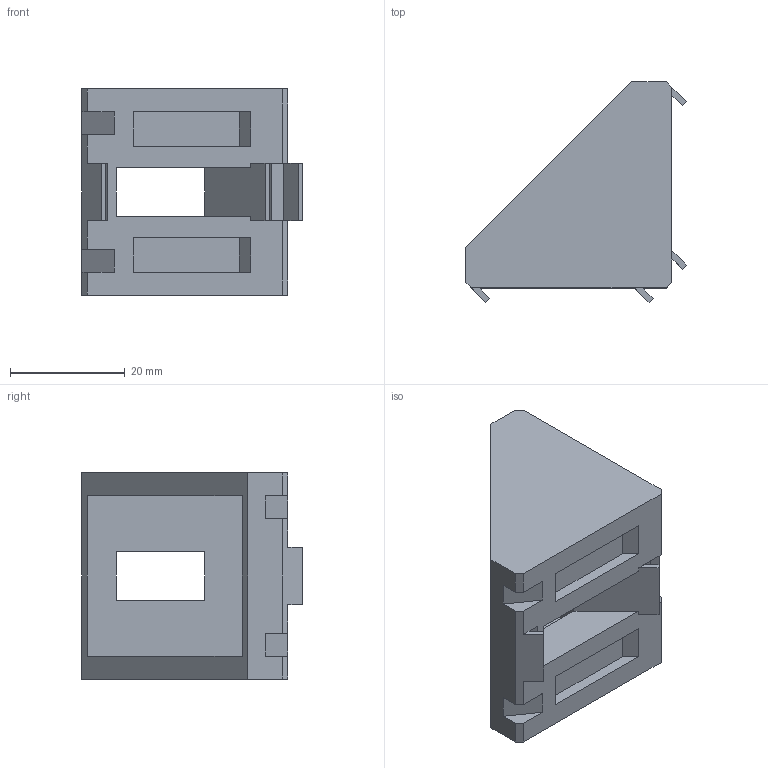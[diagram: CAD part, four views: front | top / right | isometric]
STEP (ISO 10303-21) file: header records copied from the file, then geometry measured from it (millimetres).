
FILE_DESCRIPTION (( 'STEP AP203' ), '1' );
FILE_NAME ('3.21.40.4040.STEP', '2014-06-24T05:08:10', ( 'USER' ), ( 'Microsoft' ), 'SwSTEP 2.0', 'SolidWorks 2012', '' );
FILE_SCHEMA (( 'CONFIG_CONTROL_DESIGN' ));
Length unit declared in the file: millimetre
Products named in the file (1): 3.21.40.4040
Bounding box: 38.5 x 38.5 x 36 mm (x, y, z)
Volume: 17427.9 mm3; surface area: 8533.1 mm2
Topology: 1 solids, 1 shells, 90 faces, 247 edges, 162 vertices
Faces by surface type: plane 90
Entity records: 2872 total; most frequent: CARTESIAN_POINT 500, ORIENTED_EDGE 494, DIRECTION 429, VECTOR 247, LINE 247, EDGE_CURVE 247, VERTEX_POINT 162, EDGE_LOOP 97
